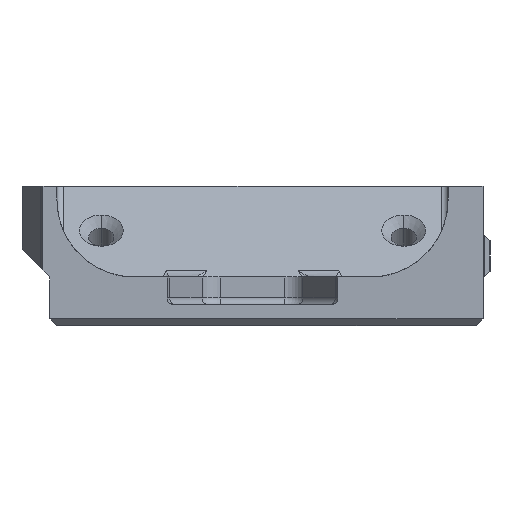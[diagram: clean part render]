
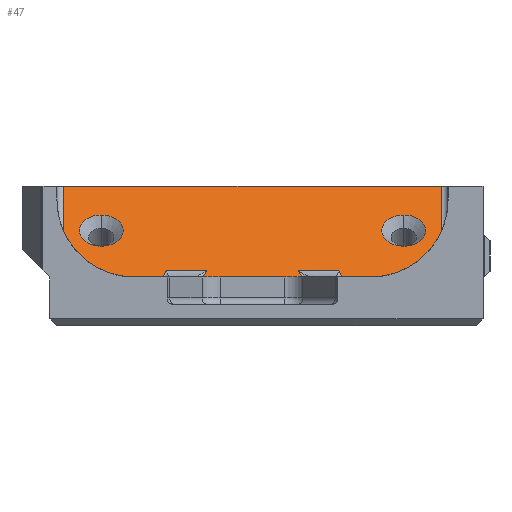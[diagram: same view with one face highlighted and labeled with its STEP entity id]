
A CAD part, left-side view. The second image highlights one B-rep face of the part: STEP entity #47.
In plain terms, the highlighted planar face has unit normal (-0.707, 0, 0.707).
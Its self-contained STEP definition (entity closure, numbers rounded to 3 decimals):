
#2 = ORIENTED_EDGE ( 'NONE', *, *, #9525, .T. ) ;
#47 = ADVANCED_FACE ( 'NONE', ( #4392, #2753, #16096 ), #17863, .T. ) ;
#445 = LINE ( 'NONE', #17404, #12402 ) ;
#568 = EDGE_CURVE ( 'NONE', #3373, #7001, #18048, .T. ) ;
#924 = CARTESIAN_POINT ( 'NONE',  ( 230.393, 60., -16.121 ) ) ;
#941 = CARTESIAN_POINT ( 'NONE',  ( 240.151, 11.349, -6.364 ) ) ;
#1087 = VERTEX_POINT ( 'NONE', #6853 ) ;
#1102 = DIRECTION ( 'NONE',  ( 0.707, 0., 0.707 ) ) ;
#1160 = CARTESIAN_POINT ( 'NONE',  ( 230.393, 18.385, -16.121 ) ) ;
#1166 = DIRECTION ( 'NONE',  ( 0.707, 0., 0.707 ) ) ;
#1216 = CARTESIAN_POINT ( 'NONE',  ( 205.377, 3.942, -41.138 ) ) ;
#1252 = EDGE_CURVE ( 'NONE', #14848, #1793, #16100, .T. ) ;
#1271 = CARTESIAN_POINT ( 'NONE',  ( 234.393, 21.75, -12.121 ) ) ;
#1400 = CARTESIAN_POINT ( 'NONE',  ( 234.393, 45.305, -12.121 ) ) ;
#1576 = VERTEX_POINT ( 'NONE', #11275 ) ;
#1707 = ORIENTED_EDGE ( 'NONE', *, *, #18047, .F. ) ;
#1765 = CIRCLE ( 'NONE', #9117, 3.15 ) ;
#1793 = VERTEX_POINT ( 'NONE', #1400 ) ;
#1805 = CARTESIAN_POINT ( 'NONE',  ( 230.393, 5., -16.121 ) ) ;
#1878 = CARTESIAN_POINT ( 'NONE',  ( 240.151, 54.651, -6.364 ) ) ;
#1953 = VECTOR ( 'NONE', #16212, 1000. ) ;
#1976 = EDGE_CURVE ( 'NONE', #17363, #3839, #11257, .T. ) ;
#2006 = AXIS2_PLACEMENT_3D ( 'NONE', #20132, #4812, #5138 ) ;
#2053 = VECTOR ( 'NONE', #6141, 1000. ) ;
#2753 = FACE_BOUND ( 'NONE', #16547, .T. ) ;
#2812 = VECTOR ( 'NONE', #14297, 1000. ) ;
#2857 = DIRECTION ( 'NONE',  ( -0.707, 0., 0.707 ) ) ;
#2955 = CARTESIAN_POINT ( 'NONE',  ( 246.515, 6., 0. ) ) ;
#3373 = VERTEX_POINT ( 'NONE', #12011 ) ;
#3536 = EDGE_CURVE ( 'NONE', #1793, #6347, #14515, .T. ) ;
#3540 = ORIENTED_EDGE ( 'NONE', *, *, #11578, .T. ) ;
#3711 = CARTESIAN_POINT ( 'NONE',  ( 237.923, 54.651, -8.591 ) ) ;
#3839 = VERTEX_POINT ( 'NONE', #6949 ) ;
#4111 = DIRECTION ( 'NONE',  ( 0., 1., 0. ) ) ;
#4168 = VECTOR ( 'NONE', #13360, 1000. ) ;
#4225 = EDGE_CURVE ( 'NONE', #5790, #8470, #6488, .T. ) ;
#4289 = CARTESIAN_POINT ( 'NONE',  ( 221.708, 52.63, -24.807 ) ) ;
#4392 = FACE_BOUND ( 'NONE', #4481, .T. ) ;
#4481 = EDGE_LOOP ( 'NONE', ( #13578, #6774 ) ) ;
#4556 = LINE ( 'NONE', #11013, #9861 ) ;
#4703 = VECTOR ( 'NONE', #18354, 1000. ) ;
#4812 = DIRECTION ( 'NONE',  ( -0.707, 0., 0.707 ) ) ;
#5138 = DIRECTION ( 'NONE',  ( 0.707, 0., 0.707 ) ) ;
#5330 = VECTOR ( 'NONE', #7299, 1000. ) ;
#5383 = CARTESIAN_POINT ( 'NONE',  ( 230.393, 60., -16.121 ) ) ;
#5576 = DIRECTION ( 'NONE',  ( 0.655, 0.378, 0.655 ) ) ;
#5790 = VERTEX_POINT ( 'NONE', #3711 ) ;
#6141 = DIRECTION ( 'NONE',  ( 0.707, 0., 0.707 ) ) ;
#6197 = CIRCLE ( 'NONE', #2006, 3.15 ) ;
#6347 = VERTEX_POINT ( 'NONE', #17566 ) ;
#6488 = CIRCLE ( 'NONE', #11725, 3.15 ) ;
#6774 = ORIENTED_EDGE ( 'NONE', *, *, #4225, .F. ) ;
#6853 = CARTESIAN_POINT ( 'NONE',  ( 234.393, 20.695, -12.121 ) ) ;
#6949 = CARTESIAN_POINT ( 'NONE',  ( 242.378, 11.349, -4.137 ) ) ;
#6995 = ORIENTED_EDGE ( 'NONE', *, *, #1976, .F. ) ;
#7001 = VERTEX_POINT ( 'NONE', #13672 ) ;
#7295 = CARTESIAN_POINT ( 'NONE',  ( 220.279, 47.681, -26.236 ) ) ;
#7299 = DIRECTION ( 'NONE',  ( 0., -1., 0. ) ) ;
#7918 = ORIENTED_EDGE ( 'NONE', *, *, #15253, .T. ) ;
#8470 = VERTEX_POINT ( 'NONE', #12897 ) ;
#8511 = VERTEX_POINT ( 'NONE', #10051 ) ;
#8611 = CARTESIAN_POINT ( 'NONE',  ( 230.393, 5., -16.121 ) ) ;
#8883 = ORIENTED_EDGE ( 'NONE', *, *, #14398, .T. ) ;
#8940 = LINE ( 'NONE', #7295, #2812 ) ;
#9113 = LINE ( 'NONE', #1805, #17366 ) ;
#9117 = AXIS2_PLACEMENT_3D ( 'NONE', #10366, #17144, #13853 ) ;
#9525 = EDGE_CURVE ( 'NONE', #12343, #14811, #12018, .T. ) ;
#9595 = EDGE_CURVE ( 'NONE', #19082, #8511, #4556, .T. ) ;
#9861 = VECTOR ( 'NONE', #4111, 1000. ) ;
#10051 = CARTESIAN_POINT ( 'NONE',  ( 246.515, 60., 0. ) ) ;
#10052 = CARTESIAN_POINT ( 'NONE',  ( 230.393, 5., -16.121 ) ) ;
#10366 = CARTESIAN_POINT ( 'NONE',  ( 240.151, 54.651, -6.364 ) ) ;
#10483 = VECTOR ( 'NONE', #21062, 1000. ) ;
#10772 = CARTESIAN_POINT ( 'NONE',  ( 237.923, 11.349, -8.591 ) ) ;
#11013 = CARTESIAN_POINT ( 'NONE',  ( 246.515, 0., 0. ) ) ;
#11257 = CIRCLE ( 'NONE', #15794, 3.15 ) ;
#11275 = CARTESIAN_POINT ( 'NONE',  ( 234.393, 26.468, -12.121 ) ) ;
#11369 = EDGE_CURVE ( 'NONE', #8511, #14147, #20383, .T. ) ;
#11578 = EDGE_CURVE ( 'NONE', #14811, #19082, #17858, .T. ) ;
#11725 = AXIS2_PLACEMENT_3D ( 'NONE', #1878, #12450, #15236 ) ;
#12011 = CARTESIAN_POINT ( 'NONE',  ( 230.393, 41.841, -16.121 ) ) ;
#12018 = LINE ( 'NONE', #8611, #5330 ) ;
#12343 = VERTEX_POINT ( 'NONE', #1160 ) ;
#12402 = VECTOR ( 'NONE', #5576, 1000. ) ;
#12413 = VECTOR ( 'NONE', #14979, 1000. ) ;
#12450 = DIRECTION ( 'NONE',  ( -0.707, 0., 0.707 ) ) ;
#12823 = CARTESIAN_POINT ( 'NONE',  ( 206.515, 0., -40. ) ) ;
#12897 = CARTESIAN_POINT ( 'NONE',  ( 242.378, 54.651, -4.137 ) ) ;
#13360 = DIRECTION ( 'NONE',  ( -0.655, -0.378, -0.655 ) ) ;
#13578 = ORIENTED_EDGE ( 'NONE', *, *, #15247, .F. ) ;
#13672 = CARTESIAN_POINT ( 'NONE',  ( 230.393, 24.159, -16.121 ) ) ;
#13808 = ORIENTED_EDGE ( 'NONE', *, *, #3536, .T. ) ;
#13835 = EDGE_CURVE ( 'NONE', #1576, #1087, #18026, .T. ) ;
#13853 = DIRECTION ( 'NONE',  ( 0.707, 0., 0.707 ) ) ;
#13997 = ORIENTED_EDGE ( 'NONE', *, *, #1252, .T. ) ;
#14102 = CARTESIAN_POINT ( 'NONE',  ( 230.393, 47.615, -16.121 ) ) ;
#14147 = VERTEX_POINT ( 'NONE', #924 ) ;
#14297 = DIRECTION ( 'NONE',  ( -0.655, 0.378, -0.655 ) ) ;
#14398 = EDGE_CURVE ( 'NONE', #7001, #1576, #445, .T. ) ;
#14515 = LINE ( 'NONE', #20950, #10483 ) ;
#14811 = VERTEX_POINT ( 'NONE', #18611 ) ;
#14848 = VERTEX_POINT ( 'NONE', #14102 ) ;
#14979 = DIRECTION ( 'NONE',  ( 0., -1., 0. ) ) ;
#15148 = DIRECTION ( 'NONE',  ( -0.707, 0., -0.707 ) ) ;
#15236 = DIRECTION ( 'NONE',  ( 0.707, 0., 0.707 ) ) ;
#15247 = EDGE_CURVE ( 'NONE', #8470, #5790, #1765, .T. ) ;
#15253 = EDGE_CURVE ( 'NONE', #6347, #3373, #8940, .T. ) ;
#15763 = ORIENTED_EDGE ( 'NONE', *, *, #13835, .T. ) ;
#15794 = AXIS2_PLACEMENT_3D ( 'NONE', #941, #16268, #1166 ) ;
#15887 = EDGE_LOOP ( 'NONE', ( #19217, #8883, #15763, #15946, #2, #3540, #19295, #17297, #19105, #13997, #13808, #7918 ) ) ;
#15946 = ORIENTED_EDGE ( 'NONE', *, *, #21407, .T. ) ;
#16096 = FACE_OUTER_BOUND ( 'NONE', #15887, .T. ) ;
#16100 = LINE ( 'NONE', #4289, #1953 ) ;
#16212 = DIRECTION ( 'NONE',  ( 0.655, -0.378, 0.655 ) ) ;
#16268 = DIRECTION ( 'NONE',  ( -0.707, 0., 0.707 ) ) ;
#16424 = CARTESIAN_POINT ( 'NONE',  ( 246.515, 6., 0. ) ) ;
#16547 = EDGE_LOOP ( 'NONE', ( #1707, #6995 ) ) ;
#17144 = DIRECTION ( 'NONE',  ( -0.707, 0., 0.707 ) ) ;
#17297 = ORIENTED_EDGE ( 'NONE', *, *, #11369, .T. ) ;
#17363 = VERTEX_POINT ( 'NONE', #10772 ) ;
#17366 = VECTOR ( 'NONE', #20791, 1000. ) ;
#17404 = CARTESIAN_POINT ( 'NONE',  ( 203.948, 8.891, -42.566 ) ) ;
#17566 = CARTESIAN_POINT ( 'NONE',  ( 234.393, 39.532, -12.121 ) ) ;
#17858 = LINE ( 'NONE', #16424, #2053 ) ;
#17863 = PLANE ( 'NONE',  #18385 ) ;
#18026 = LINE ( 'NONE', #1271, #4703 ) ;
#18047 = EDGE_CURVE ( 'NONE', #3839, #17363, #6197, .T. ) ;
#18048 = LINE ( 'NONE', #10052, #12413 ) ;
#18354 = DIRECTION ( 'NONE',  ( 0., -1., 0. ) ) ;
#18385 = AXIS2_PLACEMENT_3D ( 'NONE', #12823, #2857, #1102 ) ;
#18611 = CARTESIAN_POINT ( 'NONE',  ( 230.393, 6., -16.121 ) ) ;
#18930 = EDGE_CURVE ( 'NONE', #14147, #14848, #9113, .T. ) ;
#19082 = VERTEX_POINT ( 'NONE', #2955 ) ;
#19105 = ORIENTED_EDGE ( 'NONE', *, *, #18930, .T. ) ;
#19217 = ORIENTED_EDGE ( 'NONE', *, *, #568, .T. ) ;
#19295 = ORIENTED_EDGE ( 'NONE', *, *, #9595, .T. ) ;
#19863 = VECTOR ( 'NONE', #15148, 1000. ) ;
#20132 = CARTESIAN_POINT ( 'NONE',  ( 240.151, 11.349, -6.364 ) ) ;
#20383 = LINE ( 'NONE', #5383, #19863 ) ;
#20791 = DIRECTION ( 'NONE',  ( 0., -1., 0. ) ) ;
#20950 = CARTESIAN_POINT ( 'NONE',  ( 234.393, 40.786, -12.121 ) ) ;
#21062 = DIRECTION ( 'NONE',  ( 0., -1., 0. ) ) ;
#21407 = EDGE_CURVE ( 'NONE', #1087, #12343, #21451, .T. ) ;
#21451 = LINE ( 'NONE', #1216, #4168 ) ;
